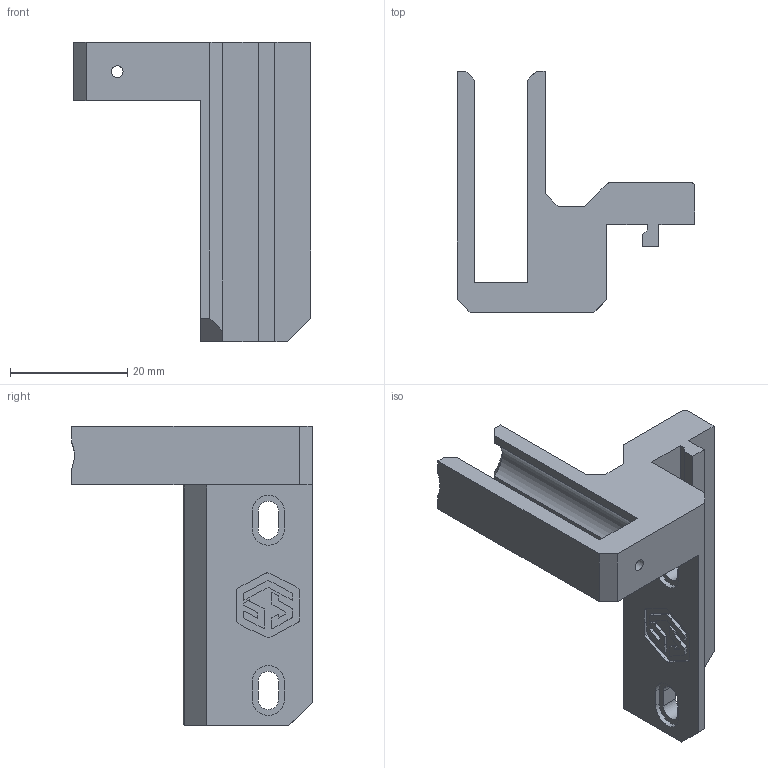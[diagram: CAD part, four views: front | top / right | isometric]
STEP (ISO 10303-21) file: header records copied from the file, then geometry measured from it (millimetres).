
FILE_DESCRIPTION(/* description */ ('STEP AP242','CAx-IF Rec.Pracs.---Representation and Presentation of Product Manufacturing Information (PMI)---4.0---2014-10-13','CAx-IF Rec.Pracs.---3D Tessellated Geometry---0.4---2014-09-14','2;1'),/* implementation_level */ '2;1');
FILE_NAME(/* name */ '65aacb11f1eeb900e674e386',/* time_stamp */ '2024-01-19T19:18:42Z',/* author */ (''),/* organization */ (''),/* preprocessor_version */ 'ST-DEVELOPER v19.4',/* originating_system */ ' ',/* authorisation */ ' ');
FILE_SCHEMA (('AP242_MANAGED_MODEL_BASED_3D_ENGINEERING_MIM_LF { 1 0 10303 442 1 1 4 }'));
Length unit declared in the file: metre
Products named in the file (1): RailMountSide
Bounding box: 40.5 x 41 x 51 mm (x, y, z)
Volume: 12518.7 mm3; surface area: 7357.5 mm2
Topology: 1 solids, 1 shells, 143 faces, 405 edges, 271 vertices
Faces by surface type: plane 81, bspline 42, cylinder 18, cone 2
Full cylindrical faces by diameter (mm): 2 x1, 6.2 x1
Entity records: 4863 total; most frequent: CARTESIAN_POINT 1405, ORIENTED_EDGE 804, DIRECTION 549, EDGE_CURVE 402, VERTEX_POINT 270, LINE 261, VECTOR 261, EDGE_LOOP 158
